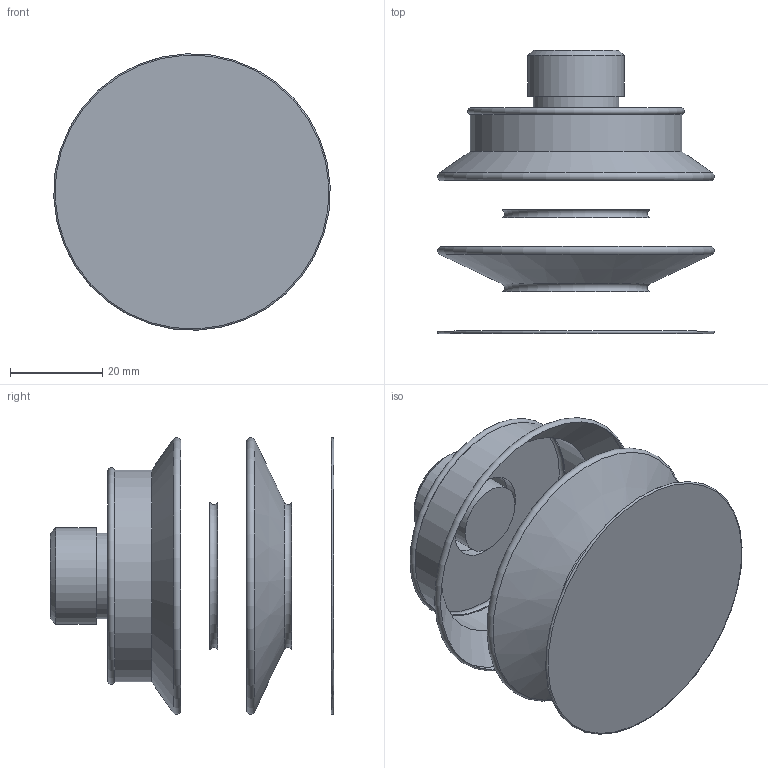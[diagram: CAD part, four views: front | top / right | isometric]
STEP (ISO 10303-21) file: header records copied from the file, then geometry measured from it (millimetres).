
FILE_DESCRIPTION(/* description */ (''),/* implementation_level */ '2;1');
FILE_NAME(/* name */ '3D_vf60nit+rac23r1-2m.stp',/* time_stamp */ '2024-04-05T12:25:24+02:00',/* author */ ('enginyeria3'),/* organization */ (''),/* preprocessor_version */ 'ST-DEVELOPER v20',/* originating_system */ 'Autodesk Inventor 2024',/* authorisation */ '');
FILE_SCHEMA (('AUTOMOTIVE_DESIGN { 1 0 10303 214 3 1 1 }'));
Length unit declared in the file: millimetre
Products named in the file (1): Pieza3
Bounding box: 59.97 x 61.5 x 59.97 mm (x, y, z)
Volume: 87402 mm3; surface area: 18884.6 mm2
Topology: 1 solids, 1 shells, 23 faces, 49 edges, 32 vertices
Faces by surface type: cone 7, plane 6, torus 6, cylinder 4
Full cylindrical faces by diameter (mm): 15.3 x1, 18.6 x1, 20.9 x1, 46 x1
Entity records: 737 total; most frequent: DIRECTION 135, CARTESIAN_POINT 105, ORIENTED_EDGE 98, AXIS2_PLACEMENT_3D 62, EDGE_CURVE 49, CIRCLE 38, VERTEX_POINT 32, EDGE_LOOP 27
